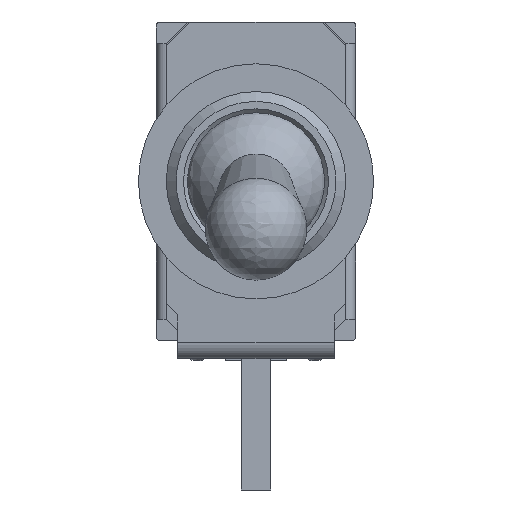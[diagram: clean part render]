
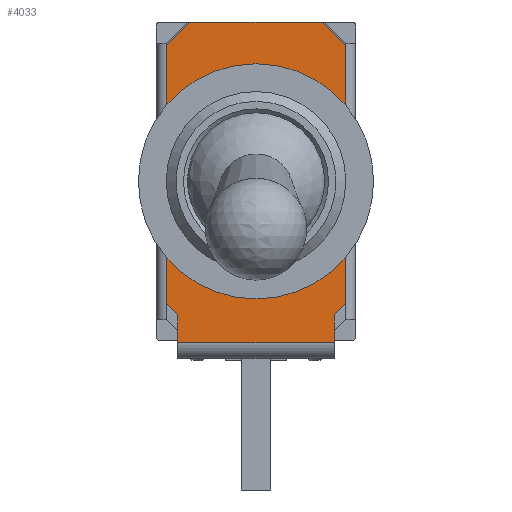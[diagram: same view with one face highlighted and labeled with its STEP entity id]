
A CAD part, left-side view. The second image highlights one B-rep face of the part: STEP entity #4033.
In plain terms, the highlighted planar face has unit normal (-1, 0, 0).
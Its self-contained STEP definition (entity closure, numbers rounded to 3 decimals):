
#101=PLANE('',#4292);
#295=FACE_OUTER_BOUND('',#530,.T.);
#530=EDGE_LOOP('',(#2851,#2852,#2853,#2854,#2855,#2856,#2857,#2858,#2859,
#2860));
#765=LINE('',#5672,#1258);
#773=LINE('',#5693,#1266);
#778=LINE('',#5704,#1271);
#785=LINE('',#5716,#1278);
#787=LINE('',#5721,#1280);
#791=LINE('',#5730,#1284);
#793=LINE('',#5734,#1286);
#796=LINE('',#5740,#1289);
#797=LINE('',#5741,#1290);
#798=LINE('',#5742,#1291);
#1258=VECTOR('',#4586,10.);
#1266=VECTOR('',#4602,10.);
#1271=VECTOR('',#4609,10.);
#1278=VECTOR('',#4618,10.);
#1280=VECTOR('',#4622,10.);
#1284=VECTOR('',#4628,10.);
#1286=VECTOR('',#4632,10.);
#1289=VECTOR('',#4637,10.);
#1290=VECTOR('',#4638,10.);
#1291=VECTOR('',#4639,10.);
#1823=VERTEX_POINT('',#5665);
#1826=VERTEX_POINT('',#5670);
#1835=VERTEX_POINT('',#5692);
#1839=VERTEX_POINT('',#5702);
#1840=VERTEX_POINT('',#5703);
#1846=VERTEX_POINT('',#5720);
#1849=VERTEX_POINT('',#5727);
#1850=VERTEX_POINT('',#5729);
#1851=VERTEX_POINT('',#5733);
#1853=VERTEX_POINT('',#5739);
#2212=EDGE_CURVE('',#1826,#1823,#765,.T.);
#2222=EDGE_CURVE('',#1823,#1835,#773,.T.);
#2227=EDGE_CURVE('',#1839,#1840,#778,.T.);
#2234=EDGE_CURVE('',#1840,#1826,#785,.T.);
#2236=EDGE_CURVE('',#1835,#1846,#787,.T.);
#2240=EDGE_CURVE('',#1849,#1850,#791,.T.);
#2242=EDGE_CURVE('',#1851,#1850,#793,.T.);
#2245=EDGE_CURVE('',#1839,#1853,#796,.T.);
#2246=EDGE_CURVE('',#1851,#1853,#797,.T.);
#2247=EDGE_CURVE('',#1846,#1849,#798,.T.);
#2851=ORIENTED_EDGE('',*,*,#2212,.F.);
#2852=ORIENTED_EDGE('',*,*,#2234,.F.);
#2853=ORIENTED_EDGE('',*,*,#2227,.F.);
#2854=ORIENTED_EDGE('',*,*,#2245,.T.);
#2855=ORIENTED_EDGE('',*,*,#2246,.F.);
#2856=ORIENTED_EDGE('',*,*,#2242,.T.);
#2857=ORIENTED_EDGE('',*,*,#2240,.F.);
#2858=ORIENTED_EDGE('',*,*,#2247,.F.);
#2859=ORIENTED_EDGE('',*,*,#2236,.F.);
#2860=ORIENTED_EDGE('',*,*,#2222,.F.);
#4033=ADVANCED_FACE('',(#295),#101,.T.);
#4292=AXIS2_PLACEMENT_3D('',#5738,#4635,#4636);
#4586=DIRECTION('',(0.,1.,0.));
#4602=DIRECTION('',(0.,0.,1.));
#4609=DIRECTION('',(0.,0.707,-0.707));
#4618=DIRECTION('',(0.,0.,-1.));
#4622=DIRECTION('',(0.,0.707,0.707));
#4628=DIRECTION('',(0.,-0.707,0.707));
#4632=DIRECTION('',(0.,1.,0.));
#4635=DIRECTION('center_axis',(-1.,0.,0.));
#4636=DIRECTION('ref_axis',(0.,0.,1.));
#4637=DIRECTION('',(0.,0.,1.));
#4638=DIRECTION('',(0.,-0.707,-0.707));
#4639=DIRECTION('',(0.,0.,1.));
#5665=CARTESIAN_POINT('',(-8.34,2.,0.46));
#5670=CARTESIAN_POINT('',(-8.34,-2.,0.46));
#5672=CARTESIAN_POINT('',(-8.34,0.19,0.46));
#5692=CARTESIAN_POINT('',(-8.34,2.,1.17));
#5693=CARTESIAN_POINT('',(-8.34,2.,0.05));
#5702=CARTESIAN_POINT('',(-8.34,-2.29,1.46));
#5703=CARTESIAN_POINT('',(-8.34,-2.,1.17));
#5704=CARTESIAN_POINT('',(-8.34,-1.344,0.514));
#5716=CARTESIAN_POINT('',(-8.34,-2.,0.46));
#5720=CARTESIAN_POINT('',(-8.34,2.29,1.46));
#5721=CARTESIAN_POINT('',(-8.34,1.344,0.514));
#5727=CARTESIAN_POINT('',(-8.34,2.29,8.04));
#5729=CARTESIAN_POINT('',(-8.34,1.69,8.64));
#5730=CARTESIAN_POINT('',(-8.34,3.514,6.816));
#5733=CARTESIAN_POINT('',(-8.34,-1.69,8.64));
#5734=CARTESIAN_POINT('',(-8.34,1.145,8.64));
#5738=CARTESIAN_POINT('Origin',(-8.34,0.,0.255));
#5739=CARTESIAN_POINT('',(-8.34,-2.29,8.04));
#5740=CARTESIAN_POINT('',(-8.34,-2.29,1.46));
#5741=CARTESIAN_POINT('',(-8.34,-3.514,6.816));
#5742=CARTESIAN_POINT('',(-8.34,2.29,1.46));
